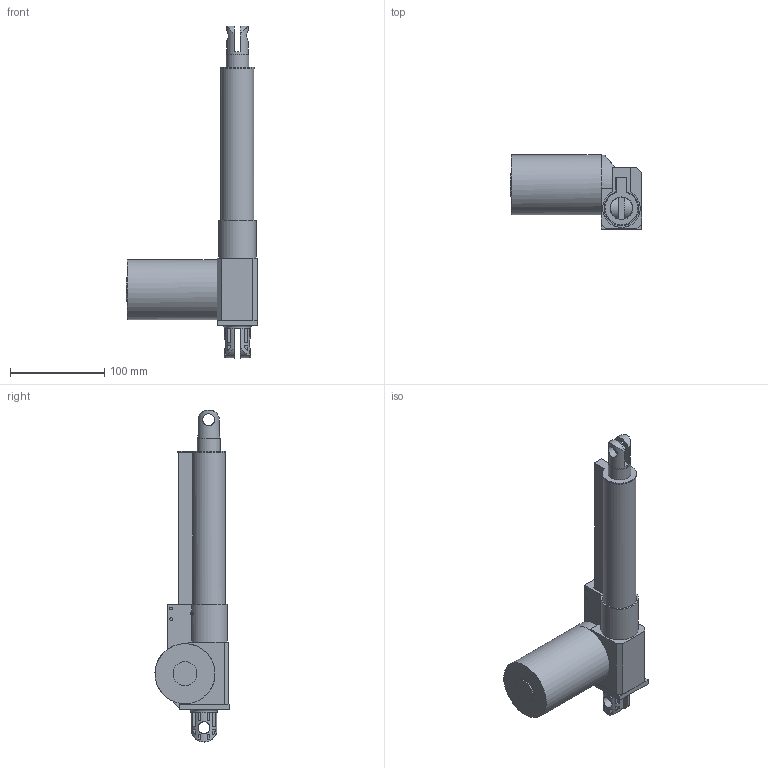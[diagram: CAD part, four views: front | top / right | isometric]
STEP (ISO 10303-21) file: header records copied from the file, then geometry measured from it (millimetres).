
FILE_DESCRIPTION(/* description */ (''),/* implementation_level */ '2;1');
FILE_NAME(/* name */ 'FA-400-L-12-6.stp',/* time_stamp */ '2014-08-07T08:43:07-07:00',/* author */ ('Robbie'),/* organization */ (''),/* preprocessor_version */ 'ST-DEVELOPER v15.2',/* originating_system */ 'Autodesk Inventor 2014',/* authorisation */ '');
FILE_SCHEMA (('AUTOMOTIVE_DESIGN { 1 0 10303 214 3 1 1 }'));
Length unit declared in the file: inch
Products named in the file (1): FA-400-L-12-6
Bounding box: 139.7 x 78.63 x 352.77 mm (x, y, z)
Volume: 767005.7 mm3; surface area: 101786.5 mm2
Topology: 1 solids, 1 shells, 178 faces, 427 edges, 273 vertices
Faces by surface type: plane 137, cylinder 40, torus 1
Full cylindrical faces by diameter (mm): 1.27 x2, 1.904 x1, 3 x7, 12.7 x4, 23.213 x1, 24.13 x1, 25.4 x1, 27.94 x1, 63.757 x1
Entity records: 5185 total; most frequent: CARTESIAN_POINT 1084, DIRECTION 843, ORIENTED_EDGE 798, EDGE_CURVE 397, AXIS2_PLACEMENT_3D 285, LINE 273, VECTOR 273, VERTEX_POINT 265
